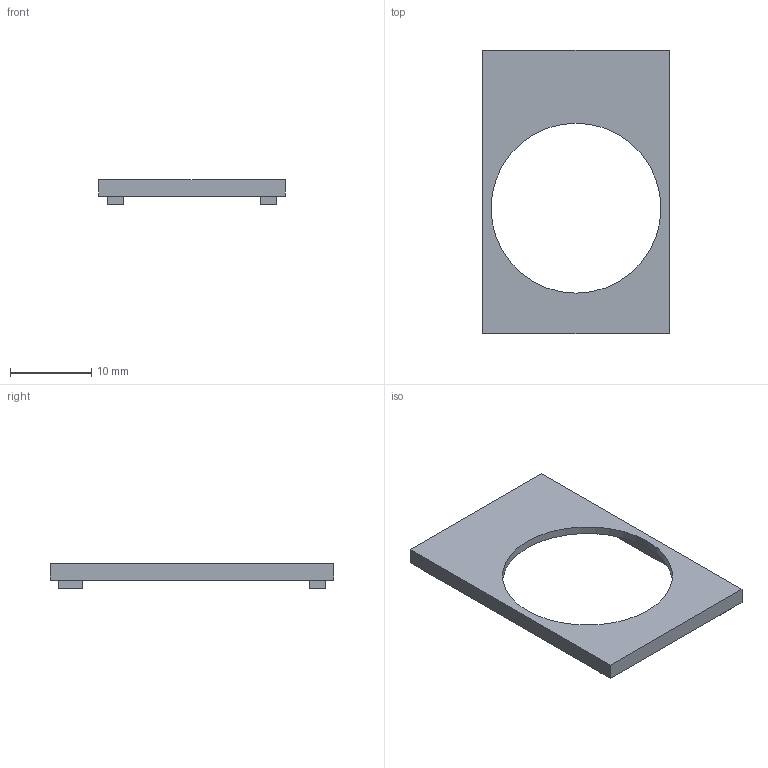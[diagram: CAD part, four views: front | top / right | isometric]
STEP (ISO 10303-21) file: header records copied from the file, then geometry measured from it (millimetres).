
FILE_DESCRIPTION(/* description */ (''),/* implementation_level */ '2;1');
FILE_NAME(/* name */ 'top_box.step',/* time_stamp */ '2024-04-19T00:38:33-04:00',/* author */ (''),/* organization */ (''),/* preprocessor_version */ 'ST-DEVELOPER v20',/* originating_system */ 'Autodesk Translation Framework v12.20.1.177',/* authorisation */ '');
FILE_SCHEMA (('AUTOMOTIVE_DESIGN { 1 0 10303 214 3 1 1 }'));
Length unit declared in the file: millimetre
Products named in the file (1): top_box
Bounding box: 22.98 x 34.97 x 3 mm (x, y, z)
Volume: 608.8 mm3; surface area: 1356.5 mm2
Topology: 1 solids, 1 shells, 33 faces, 82 edges, 51 vertices
Faces by surface type: plane 32, cylinder 1
Full cylindrical faces by diameter (mm): 20.979 x1
Entity records: 988 total; most frequent: CARTESIAN_POINT 167, ORIENTED_EDGE 164, DIRECTION 153, EDGE_CURVE 82, LINE 79, VECTOR 79, VERTEX_POINT 51, AXIS2_PLACEMENT_3D 37
